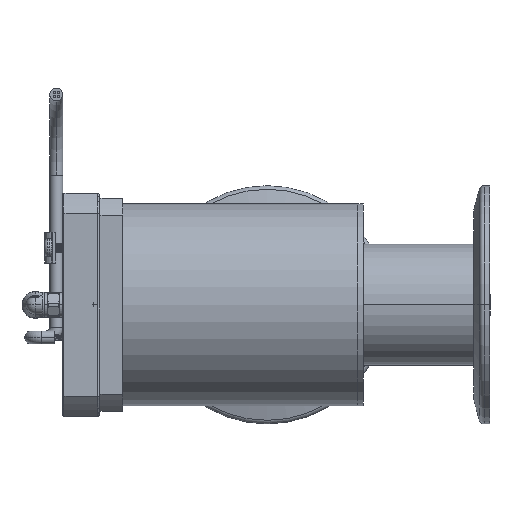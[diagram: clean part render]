
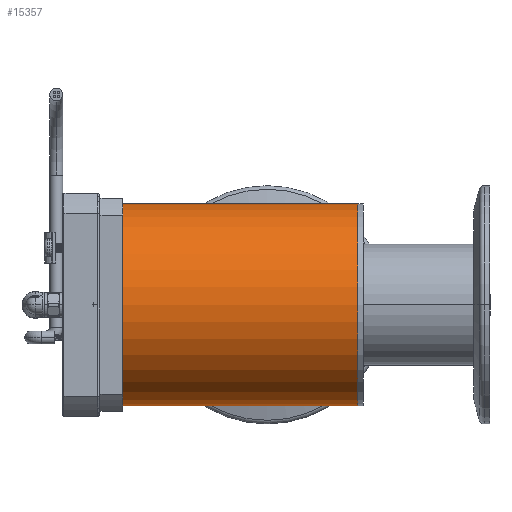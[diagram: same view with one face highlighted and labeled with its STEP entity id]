
A CAD part, left-side view. The second image highlights one B-rep face of the part: STEP entity #15357.
In plain terms, the highlighted cylindrical face has radius 31.75 mm (diameter 63.5 mm), a partial arc.
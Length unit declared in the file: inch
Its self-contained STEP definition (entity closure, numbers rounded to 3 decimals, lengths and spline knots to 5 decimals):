
#3161 = CIRCLE ( 'NONE', #61231, 1.25 ) ;
#5444 = EDGE_CURVE ( 'NONE', #23078, #66202, #36856, .T. ) ;
#9434 = CARTESIAN_POINT ( 'NONE',  ( 0., -0.17906, 0. ) ) ;
#9503 = CARTESIAN_POINT ( 'NONE',  ( 0., -0.17906, 1.25 ) ) ;
#15066 = ORIENTED_EDGE ( 'NONE', *, *, #5444, .T. ) ;
#15222 = CARTESIAN_POINT ( 'NONE',  ( 0., -0.17906, -1.25 ) ) ;
#15357 = ADVANCED_FACE ( 'NONE', ( #45029 ), #72090, .T. ) ;
#18443 = AXIS2_PLACEMENT_3D ( 'NONE', #31672, #73382, #80467 ) ;
#20807 = CIRCLE ( 'NONE', #49135, 1.25 ) ;
#21742 = EDGE_CURVE ( 'NONE', #22758, #87344, #32850, .T. ) ;
#21989 = CARTESIAN_POINT ( 'NONE',  ( 0., 2.79594, 1.25 ) ) ;
#22758 = VERTEX_POINT ( 'NONE', #21989 ) ;
#23078 = VERTEX_POINT ( 'NONE', #60507 ) ;
#30160 = CARTESIAN_POINT ( 'NONE',  ( 0., 2.79594, 0. ) ) ;
#31672 = CARTESIAN_POINT ( 'NONE',  ( 0., 2.79594, 0. ) ) ;
#32850 = LINE ( 'NONE', #59056, #80244 ) ;
#34593 = VECTOR ( 'NONE', #37277, 39.37008 ) ;
#36856 = LINE ( 'NONE', #63912, #34593 ) ;
#37277 = DIRECTION ( 'NONE',  ( 0., -1., 0. ) ) ;
#40255 = EDGE_CURVE ( 'NONE', #66202, #87344, #20807, .T. ) ;
#42712 = DIRECTION ( 'NONE',  ( 0., 0., 1. ) ) ;
#43861 = EDGE_LOOP ( 'NONE', ( #65318, #74433, #15066, #84969 ) ) ;
#45029 = FACE_OUTER_BOUND ( 'NONE', #43861, .T. ) ;
#49135 = AXIS2_PLACEMENT_3D ( 'NONE', #9434, #56005, #42712 ) ;
#56005 = DIRECTION ( 'NONE',  ( 0., 1., 0. ) ) ;
#59056 = CARTESIAN_POINT ( 'NONE',  ( 0., 2.79594, 1.25 ) ) ;
#60507 = CARTESIAN_POINT ( 'NONE',  ( 0., 2.79594, -1.25 ) ) ;
#61231 = AXIS2_PLACEMENT_3D ( 'NONE', #30160, #63909, #64788 ) ;
#63909 = DIRECTION ( 'NONE',  ( 0., 1., 0. ) ) ;
#63912 = CARTESIAN_POINT ( 'NONE',  ( 0., 2.79594, -1.25 ) ) ;
#64788 = DIRECTION ( 'NONE',  ( 0., 0., 1. ) ) ;
#65318 = ORIENTED_EDGE ( 'NONE', *, *, #21742, .F. ) ;
#66202 = VERTEX_POINT ( 'NONE', #15222 ) ;
#72090 = CYLINDRICAL_SURFACE ( 'NONE', #18443, 1.25 ) ;
#73382 = DIRECTION ( 'NONE',  ( 0., -1., 0. ) ) ;
#74433 = ORIENTED_EDGE ( 'NONE', *, *, #80200, .F. ) ;
#80200 = EDGE_CURVE ( 'NONE', #23078, #22758, #3161, .T. ) ;
#80244 = VECTOR ( 'NONE', #86114, 39.37008 ) ;
#80467 = DIRECTION ( 'NONE',  ( 0., 0., -1. ) ) ;
#84969 = ORIENTED_EDGE ( 'NONE', *, *, #40255, .T. ) ;
#86114 = DIRECTION ( 'NONE',  ( 0., -1., 0. ) ) ;
#87344 = VERTEX_POINT ( 'NONE', #9503 ) ;
